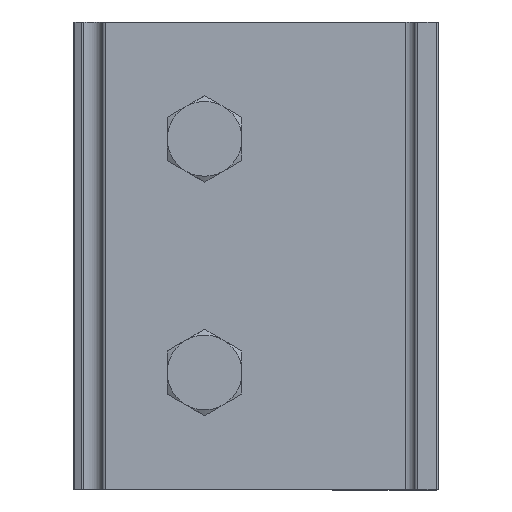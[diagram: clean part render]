
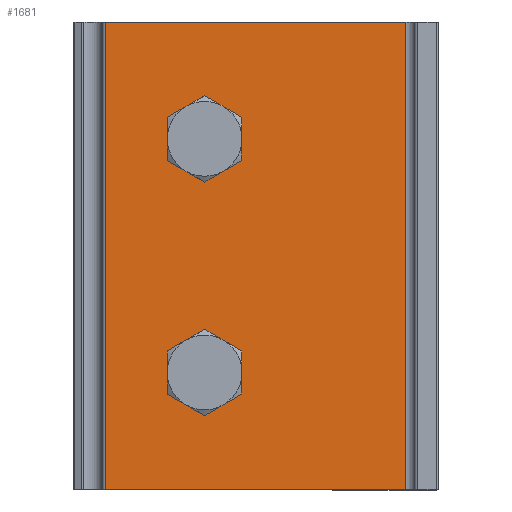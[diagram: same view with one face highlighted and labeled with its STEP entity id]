
A CAD part, top view. The second image highlights one B-rep face of the part: STEP entity #1681.
In plain terms, the highlighted planar face has unit normal (0, 0, 1).
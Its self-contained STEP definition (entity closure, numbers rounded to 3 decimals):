
#53=FACE_BOUND('',#326,.T.);
#54=FACE_BOUND('',#327,.T.);
#64=CIRCLE('',#1798,2.067);
#66=CIRCLE('',#1801,2.067);
#231=FACE_OUTER_BOUND('',#325,.T.);
#325=EDGE_LOOP('',(#1344,#1345,#1346,#1347));
#326=EDGE_LOOP('',(#1348));
#327=EDGE_LOOP('',(#1349));
#416=LINE('',#2632,#567);
#476=LINE('',#2811,#627);
#477=LINE('',#2814,#628);
#478=LINE('',#2815,#629);
#567=VECTOR('',#2101,10.);
#627=VECTOR('',#2287,10.);
#628=VECTOR('',#2290,10.);
#629=VECTOR('',#2291,10.);
#687=VERTEX_POINT('',#2514);
#689=VERTEX_POINT('',#2520);
#737=VERTEX_POINT('',#2629);
#738=VERTEX_POINT('',#2631);
#794=VERTEX_POINT('',#2809);
#795=VERTEX_POINT('',#2813);
#855=EDGE_CURVE('',#687,#687,#64,.T.);
#858=EDGE_CURVE('',#689,#689,#66,.T.);
#913=EDGE_CURVE('',#737,#738,#416,.T.);
#1003=EDGE_CURVE('',#737,#794,#476,.T.);
#1004=EDGE_CURVE('',#795,#794,#477,.T.);
#1005=EDGE_CURVE('',#738,#795,#478,.T.);
#1344=ORIENTED_EDGE('',*,*,#1003,.T.);
#1345=ORIENTED_EDGE('',*,*,#1004,.F.);
#1346=ORIENTED_EDGE('',*,*,#1005,.F.);
#1347=ORIENTED_EDGE('',*,*,#913,.F.);
#1348=ORIENTED_EDGE('',*,*,#855,.T.);
#1349=ORIENTED_EDGE('',*,*,#858,.T.);
#1612=PLANE('',#1896);
#1681=ADVANCED_FACE('',(#231,#53,#54),#1612,.T.);
#1798=AXIS2_PLACEMENT_3D('',#2515,#2000,#2001);
#1801=AXIS2_PLACEMENT_3D('',#2521,#2007,#2008);
#1896=AXIS2_PLACEMENT_3D('',#2812,#2288,#2289);
#2000=DIRECTION('center_axis',(0.,0.,-1.));
#2001=DIRECTION('ref_axis',(1.,0.,0.));
#2007=DIRECTION('center_axis',(0.,0.,-1.));
#2008=DIRECTION('ref_axis',(1.,0.,0.));
#2101=DIRECTION('',(-1.,0.,0.));
#2287=DIRECTION('',(0.,1.,0.));
#2288=DIRECTION('center_axis',(0.,0.,1.));
#2289=DIRECTION('ref_axis',(1.,0.,0.));
#2290=DIRECTION('',(1.,0.,0.));
#2291=DIRECTION('',(0.,1.,0.));
#2514=CARTESIAN_POINT('',(-2.067,12.5,22.));
#2515=CARTESIAN_POINT('Origin',(0.,12.5,22.));
#2520=CARTESIAN_POINT('',(-2.067,-12.5,22.));
#2521=CARTESIAN_POINT('Origin',(0.,-12.5,22.));
#2629=CARTESIAN_POINT('',(21.5,-25.,22.));
#2631=CARTESIAN_POINT('',(-10.613,-25.,22.));
#2632=CARTESIAN_POINT('',(-10.613,-25.,22.));
#2809=CARTESIAN_POINT('',(21.5,25.,22.));
#2811=CARTESIAN_POINT('',(21.5,0.,22.));
#2812=CARTESIAN_POINT('Origin',(-10.613,0.,22.));
#2813=CARTESIAN_POINT('',(-10.613,25.,22.));
#2814=CARTESIAN_POINT('',(-10.613,25.,22.));
#2815=CARTESIAN_POINT('',(-10.613,0.,22.));
